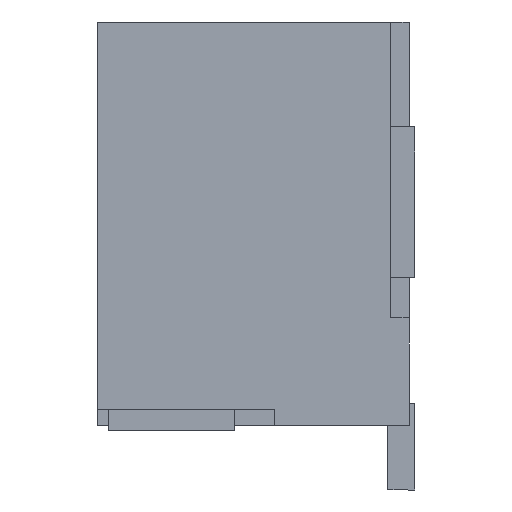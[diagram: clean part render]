
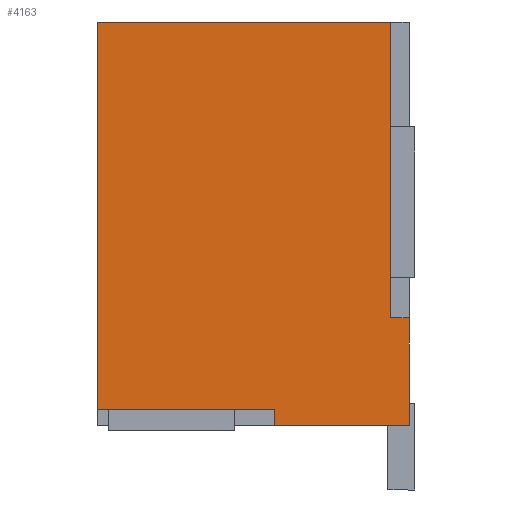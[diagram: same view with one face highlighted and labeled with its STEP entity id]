
A CAD part, left-side view. The second image highlights one B-rep face of the part: STEP entity #4163.
In plain terms, the highlighted planar face has unit normal (-1, 0, 0).
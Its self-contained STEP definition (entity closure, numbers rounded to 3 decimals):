
#246 = ORIENTED_EDGE ( 'NONE', *, *, #3676, .T. ) ;
#1287 = DIRECTION ( 'NONE',  ( 0., 0., 1. ) ) ;
#1288 = VECTOR ( 'NONE', #1287, 1000. ) ;
#1289 = CARTESIAN_POINT ( 'NONE',  ( -7.5, 0., 3.75 ) ) ;
#1290 = LINE ( 'NONE', #1289, #1288 ) ;
#1291 = CARTESIAN_POINT ( 'NONE',  ( -7.5, 5.8, -3.45 ) ) ;
#1297 = DIRECTION ( 'NONE',  ( 0., 0., -1. ) ) ;
#1298 = VECTOR ( 'NONE', #1297, 1000. ) ;
#1299 = CARTESIAN_POINT ( 'NONE',  ( -7.5, 5.8, 3.75 ) ) ;
#1300 = LINE ( 'NONE', #1299, #1298 ) ;
#1689 = DIRECTION ( 'NONE',  ( 0., 1., 0. ) ) ;
#1690 = VECTOR ( 'NONE', #1689, 1000. ) ;
#1691 = CARTESIAN_POINT ( 'NONE',  ( -7.5, 5.8, 3.75 ) ) ;
#1692 = LINE ( 'NONE', #1691, #1690 ) ;
#1693 = CARTESIAN_POINT ( 'NONE',  ( -7.5, 5.8, 3.75 ) ) ;
#1741 = CARTESIAN_POINT ( 'NONE',  ( -7.5, 0.35, 3.75 ) ) ;
#2015 = CARTESIAN_POINT ( 'NONE',  ( -7.5, 0., -1.75 ) ) ;
#2057 = CARTESIAN_POINT ( 'NONE',  ( -7.5, 0., -3.75 ) ) ;
#2250 = CARTESIAN_POINT ( 'NONE',  ( -7.5, 2.5, -3.75 ) ) ;
#2317 = DIRECTION ( 'NONE',  ( 0., -1., 0. ) ) ;
#2318 = VECTOR ( 'NONE', #2317, 1000. ) ;
#2319 = CARTESIAN_POINT ( 'NONE',  ( -7.5, 5.8, -3.75 ) ) ;
#2320 = LINE ( 'NONE', #2319, #2318 ) ;
#2461 = CARTESIAN_POINT ( 'NONE',  ( -7.5, 2.5, -3.45 ) ) ;
#2579 = DIRECTION ( 'NONE',  ( 0., 0., 1. ) ) ;
#2580 = VECTOR ( 'NONE', #2579, 1000. ) ;
#2581 = CARTESIAN_POINT ( 'NONE',  ( -7.5, 2.5, -3.75 ) ) ;
#2582 = LINE ( 'NONE', #2581, #2580 ) ;
#2621 = DIRECTION ( 'NONE',  ( 0., -1., 0. ) ) ;
#2622 = DIRECTION ( 'NONE',  ( -1., 0., 0. ) ) ;
#2623 = CARTESIAN_POINT ( 'NONE',  ( -7.5, 5.8, -3.75 ) ) ;
#2624 = AXIS2_PLACEMENT_3D ( 'NONE', #2623, #2622, #2621 ) ;
#2625 = PLANE ( 'NONE',  #2624 ) ;
#2640 = FACE_OUTER_BOUND ( 'NONE', #4159, .T. ) ;
#2648 = DIRECTION ( 'NONE',  ( 0., 1., 0. ) ) ;
#2649 = VECTOR ( 'NONE', #2648, 1000. ) ;
#2650 = CARTESIAN_POINT ( 'NONE',  ( -7.5, 2.5, -3.45 ) ) ;
#2651 = LINE ( 'NONE', #2650, #2649 ) ;
#2723 = CARTESIAN_POINT ( 'NONE',  ( -7.5, 0.35, -1.75 ) ) ;
#2724 = DIRECTION ( 'NONE',  ( 0., 0., 1. ) ) ;
#2725 = VECTOR ( 'NONE', #2724, 1000. ) ;
#2726 = CARTESIAN_POINT ( 'NONE',  ( -7.5, 0.35, -1.75 ) ) ;
#2727 = LINE ( 'NONE', #2726, #2725 ) ;
#2730 = DIRECTION ( 'NONE',  ( 0., -1., 0. ) ) ;
#2731 = VECTOR ( 'NONE', #2730, 1000. ) ;
#2732 = CARTESIAN_POINT ( 'NONE',  ( -7.5, 0., -1.75 ) ) ;
#2733 = LINE ( 'NONE', #2732, #2731 ) ;
#3670 = EDGE_CURVE ( 'NONE', #3815, #3674, #1300, .T. ) ;
#3674 = VERTEX_POINT ( 'NONE', #1291 ) ;
#3676 = EDGE_CURVE ( 'NONE', #3948, #3936, #1290, .T. ) ;
#3815 = VERTEX_POINT ( 'NONE', #1693 ) ;
#3817 = EDGE_CURVE ( 'NONE', #3825, #3815, #1692, .T. ) ;
#3825 = VERTEX_POINT ( 'NONE', #1741 ) ;
#3936 = VERTEX_POINT ( 'NONE', #2015 ) ;
#3948 = VERTEX_POINT ( 'NONE', #2057 ) ;
#4027 = VERTEX_POINT ( 'NONE', #2250 ) ;
#4049 = EDGE_CURVE ( 'NONE', #4027, #3948, #2320, .T. ) ;
#4091 = VERTEX_POINT ( 'NONE', #2461 ) ;
#4115 = ORIENTED_EDGE ( 'NONE', *, *, #4049, .T. ) ;
#4118 = ORIENTED_EDGE ( 'NONE', *, *, #4180, .F. ) ;
#4135 = ORIENTED_EDGE ( 'NONE', *, *, #4136, .F. ) ;
#4136 = EDGE_CURVE ( 'NONE', #4027, #4091, #2582, .T. ) ;
#4156 = ORIENTED_EDGE ( 'NONE', *, *, #3670, .T. ) ;
#4157 = ORIENTED_EDGE ( 'NONE', *, *, #3817, .T. ) ;
#4158 = ORIENTED_EDGE ( 'NONE', *, *, #4199, .T. ) ;
#4159 = EDGE_LOOP ( 'NONE', ( #4158, #4157, #4156, #4118, #4135, #4115, #246, #4206 ) ) ;
#4163 = ADVANCED_FACE ( 'NONE', ( #2640 ), #2625, .T. ) ;
#4180 = EDGE_CURVE ( 'NONE', #4091, #3674, #2651, .T. ) ;
#4193 = EDGE_CURVE ( 'NONE', #4200, #3936, #2733, .T. ) ;
#4199 = EDGE_CURVE ( 'NONE', #4200, #3825, #2727, .T. ) ;
#4200 = VERTEX_POINT ( 'NONE', #2723 ) ;
#4206 = ORIENTED_EDGE ( 'NONE', *, *, #4193, .F. ) ;
